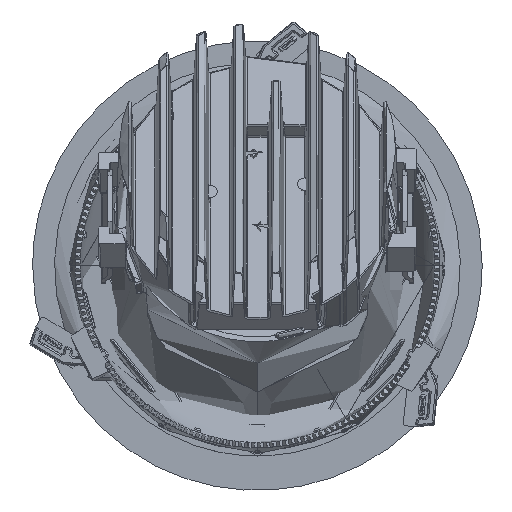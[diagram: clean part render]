
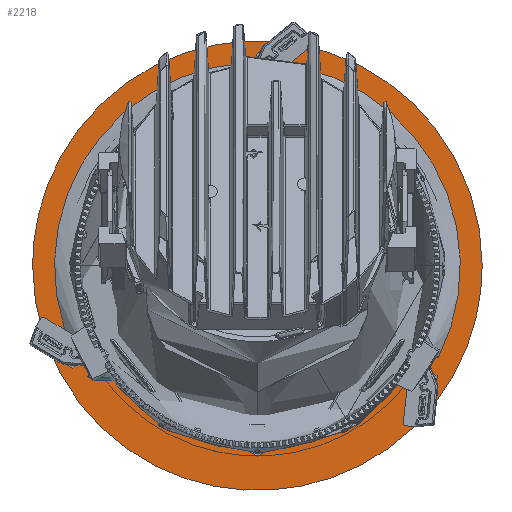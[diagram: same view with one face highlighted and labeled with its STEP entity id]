
A CAD part, top view. The second image highlights one B-rep face of the part: STEP entity #2218.
In plain terms, the highlighted planar face has unit normal (0, 0, 1).
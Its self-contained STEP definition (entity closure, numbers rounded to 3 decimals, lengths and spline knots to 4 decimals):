
#258=FACE_BOUND('',#9908,.T.);
#2218=ADVANCED_FACE('',(#6016,#258),#60383,.T.);
#6016=FACE_OUTER_BOUND('',#9907,.T.);
#9907=EDGE_LOOP('',(#22220,#22221));
#9908=EDGE_LOOP('',(#22222,#22223,#22224,#22225,#22226,#22227,#22228,#22229,
#22230,#22231,#22232,#22233));
#22220=ORIENTED_EDGE('',*,*,#37516,.T.);
#22221=ORIENTED_EDGE('',*,*,#37515,.T.);
#22222=ORIENTED_EDGE('',*,*,#38138,.T.);
#22223=ORIENTED_EDGE('',*,*,#37521,.T.);
#22224=ORIENTED_EDGE('',*,*,#37480,.T.);
#22225=ORIENTED_EDGE('',*,*,#37500,.T.);
#22226=ORIENTED_EDGE('',*,*,#37536,.T.);
#22227=ORIENTED_EDGE('',*,*,#37721,.T.);
#22228=ORIENTED_EDGE('',*,*,#38345,.T.);
#22229=ORIENTED_EDGE('',*,*,#37508,.T.);
#22230=ORIENTED_EDGE('',*,*,#38367,.T.);
#22231=ORIENTED_EDGE('',*,*,#38125,.T.);
#22232=ORIENTED_EDGE('',*,*,#37928,.T.);
#22233=ORIENTED_EDGE('',*,*,#37504,.T.);
#37480=EDGE_CURVE('',#55669,#55670,#48958,.T.);
#37500=EDGE_CURVE('',#55670,#55671,#45457,.T.);
#37504=EDGE_CURVE('',#55678,#55679,#45460,.T.);
#37508=EDGE_CURVE('',#55674,#55675,#45462,.T.);
#37515=EDGE_CURVE('',#55667,#55666,#45465,.T.);
#37516=EDGE_CURVE('',#55666,#55667,#45466,.T.);
#37521=EDGE_CURVE('',#55668,#55669,#45469,.T.);
#37536=EDGE_CURVE('',#55671,#55672,#48985,.T.);
#37721=EDGE_CURVE('',#55672,#55673,#45534,.T.);
#37928=EDGE_CURVE('',#55677,#55678,#49234,.T.);
#38125=EDGE_CURVE('',#55676,#55677,#45686,.T.);
#38138=EDGE_CURVE('',#55679,#55668,#49370,.T.);
#38345=EDGE_CURVE('',#55673,#55674,#49491,.T.);
#38367=EDGE_CURVE('',#55675,#55676,#49502,.T.);
#45457=(
BOUNDED_CURVE()
B_SPLINE_CURVE(2,(#190899,#190900,#190901),.UNSPECIFIED.,.F.,.F.)
B_SPLINE_CURVE_WITH_KNOTS((3,3),(-0.0066,0.),.UNSPECIFIED.)
CURVE()
GEOMETRIC_REPRESENTATION_ITEM()
RATIONAL_B_SPLINE_CURVE((1.,0.999,1.))
REPRESENTATION_ITEM('')
);
#45460=(
BOUNDED_CURVE()
B_SPLINE_CURVE(2,(#190910,#190911,#190912),.UNSPECIFIED.,.F.,.F.)
B_SPLINE_CURVE_WITH_KNOTS((3,3),(-0.0066,0.),.UNSPECIFIED.)
CURVE()
GEOMETRIC_REPRESENTATION_ITEM()
RATIONAL_B_SPLINE_CURVE((1.,0.999,1.))
REPRESENTATION_ITEM('')
);
#45462=(
BOUNDED_CURVE()
B_SPLINE_CURVE(2,(#190922,#190923,#190924),.UNSPECIFIED.,.F.,.F.)
B_SPLINE_CURVE_WITH_KNOTS((3,3),(-0.0066,0.),.UNSPECIFIED.)
CURVE()
GEOMETRIC_REPRESENTATION_ITEM()
RATIONAL_B_SPLINE_CURVE((1.,0.999,1.))
REPRESENTATION_ITEM('')
);
#45465=(
BOUNDED_CURVE()
B_SPLINE_CURVE(2,(#190943,#190944,#190945,#190946,#190947),
 .UNSPECIFIED.,.F.,.F.)
B_SPLINE_CURVE_WITH_KNOTS((3,2,3),(-0.2358,-0.1179,0.),
 .UNSPECIFIED.)
CURVE()
GEOMETRIC_REPRESENTATION_ITEM()
RATIONAL_B_SPLINE_CURVE((1.,0.707,1.,0.707,1.))
REPRESENTATION_ITEM('')
);
#45466=(
BOUNDED_CURVE()
B_SPLINE_CURVE(2,(#190948,#190949,#190950,#190951,#190952),
 .UNSPECIFIED.,.F.,.F.)
B_SPLINE_CURVE_WITH_KNOTS((3,2,3),(-0.4715,-0.3536,
-0.2358),.UNSPECIFIED.)
CURVE()
GEOMETRIC_REPRESENTATION_ITEM()
RATIONAL_B_SPLINE_CURVE((1.,0.707,1.,0.707,1.))
REPRESENTATION_ITEM('')
);
#45469=(
BOUNDED_CURVE()
B_SPLINE_CURVE(2,(#190975,#190976,#190977,#190978,#190979),
 .UNSPECIFIED.,.F.,.F.)
B_SPLINE_CURVE_WITH_KNOTS((3,2,3),(0.,0.0673,0.1346),
 .UNSPECIFIED.)
CURVE()
GEOMETRIC_REPRESENTATION_ITEM()
RATIONAL_B_SPLINE_CURVE((1.,0.879,1.,0.879,1.))
REPRESENTATION_ITEM('')
);
#45534=(
BOUNDED_CURVE()
B_SPLINE_CURVE(2,(#191720,#191721,#191722,#191723,#191724),
 .UNSPECIFIED.,.F.,.F.)
B_SPLINE_CURVE_WITH_KNOTS((3,2,3),(0.,0.0673,0.1346),
 .UNSPECIFIED.)
CURVE()
GEOMETRIC_REPRESENTATION_ITEM()
RATIONAL_B_SPLINE_CURVE((1.,0.879,1.,0.879,1.))
REPRESENTATION_ITEM('')
);
#45686=(
BOUNDED_CURVE()
B_SPLINE_CURVE(2,(#193245,#193246,#193247,#193248,#193249),
 .UNSPECIFIED.,.F.,.F.)
B_SPLINE_CURVE_WITH_KNOTS((3,2,3),(0.,0.0673,0.1346),
 .UNSPECIFIED.)
CURVE()
GEOMETRIC_REPRESENTATION_ITEM()
RATIONAL_B_SPLINE_CURVE((1.,0.879,1.,0.879,1.))
REPRESENTATION_ITEM('')
);
#48958=B_SPLINE_CURVE_WITH_KNOTS('',1,(#190831,#190832),.UNSPECIFIED.,.F.,
 .F.,(2,2),(0.,0.0039),.UNSPECIFIED.);
#48985=B_SPLINE_CURVE_WITH_KNOTS('',1,(#191032,#191033),.UNSPECIFIED.,.F.,
 .F.,(2,2),(0.,0.0039),.UNSPECIFIED.);
#49234=B_SPLINE_CURVE_WITH_KNOTS('',1,(#192522,#192523),.UNSPECIFIED.,.F.,
 .F.,(2,2),(0.,0.0039),.UNSPECIFIED.);
#49370=B_SPLINE_CURVE_WITH_KNOTS('',1,(#193296,#193297),.UNSPECIFIED.,.F.,
 .F.,(2,2),(0.,0.0039),.UNSPECIFIED.);
#49491=B_SPLINE_CURVE_WITH_KNOTS('',1,(#194067,#194068),.UNSPECIFIED.,.F.,
 .F.,(2,2),(0.,0.0039),.UNSPECIFIED.);
#49502=B_SPLINE_CURVE_WITH_KNOTS('',1,(#194134,#194135),.UNSPECIFIED.,.F.,
 .F.,(2,2),(0.,0.0039),.UNSPECIFIED.);
#55666=VERTEX_POINT('',#183977);
#55667=VERTEX_POINT('',#183978);
#55668=VERTEX_POINT('',#183979);
#55669=VERTEX_POINT('',#183980);
#55670=VERTEX_POINT('',#183981);
#55671=VERTEX_POINT('',#183982);
#55672=VERTEX_POINT('',#183983);
#55673=VERTEX_POINT('',#183984);
#55674=VERTEX_POINT('',#183985);
#55675=VERTEX_POINT('',#183986);
#55676=VERTEX_POINT('',#183987);
#55677=VERTEX_POINT('',#183988);
#55678=VERTEX_POINT('',#183989);
#55679=VERTEX_POINT('',#183990);
#60383=PLANE('',#61781);
#61781=AXIS2_PLACEMENT_3D('',#141110,#63095,$);
#63095=DIRECTION('',(0.,0.,1.));
#141110=CARTESIAN_POINT('',(-0.6936,-0.6913,-0.0872));
#183977=CARTESIAN_POINT('',(-0.075,0.,-0.0872));
#183978=CARTESIAN_POINT('',(0.075,0.,-0.0872));
#183979=CARTESIAN_POINT('',(-0.0604,-0.0307,-0.0872));
#183980=CARTESIAN_POINT('',(-0.0036,0.0676,-0.0872));
#183981=CARTESIAN_POINT('',(-0.0033,0.0638,-0.0872));
#183982=CARTESIAN_POINT('',(0.0033,0.0638,-0.0872));
#183983=CARTESIAN_POINT('',(0.0036,0.0676,-0.0872));
#183984=CARTESIAN_POINT('',(0.0604,-0.0307,-0.0872));
#183985=CARTESIAN_POINT('',(0.0569,-0.029,-0.0872));
#183986=CARTESIAN_POINT('',(0.0536,-0.0347,-0.0872));
#183987=CARTESIAN_POINT('',(0.0568,-0.037,-0.0872));
#183988=CARTESIAN_POINT('',(-0.0568,-0.037,-0.0872));
#183989=CARTESIAN_POINT('',(-0.0536,-0.0347,-0.0872));
#183990=CARTESIAN_POINT('',(-0.0569,-0.029,-0.0872));
#190831=CARTESIAN_POINT('',(-0.0036,0.0676,-0.0872));
#190832=CARTESIAN_POINT('',(-0.0033,0.0638,-0.0872));
#190899=CARTESIAN_POINT('',(-0.0033,0.0638,-0.0872));
#190900=CARTESIAN_POINT('',(0.,0.0639,-0.0872));
#190901=CARTESIAN_POINT('',(0.0033,0.0638,-0.0872));
#190910=CARTESIAN_POINT('',(-0.0536,-0.0347,-0.0872));
#190911=CARTESIAN_POINT('',(-0.0554,-0.032,-0.0872));
#190912=CARTESIAN_POINT('',(-0.0569,-0.029,-0.0872));
#190922=CARTESIAN_POINT('',(0.0569,-0.029,-0.0872));
#190923=CARTESIAN_POINT('',(0.0554,-0.032,-0.0872));
#190924=CARTESIAN_POINT('',(0.0536,-0.0347,-0.0872));
#190943=CARTESIAN_POINT('',(0.075,0.,-0.0872));
#190944=CARTESIAN_POINT('',(0.075,0.075,-0.0872));
#190945=CARTESIAN_POINT('',(0.,0.075,-0.0872));
#190946=CARTESIAN_POINT('',(-0.075,0.075,-0.0872));
#190947=CARTESIAN_POINT('',(-0.075,0.,-0.0872));
#190948=CARTESIAN_POINT('',(-0.075,0.,-0.0872));
#190949=CARTESIAN_POINT('',(-0.075,-0.075,-0.0872));
#190950=CARTESIAN_POINT('',(0.,-0.075,-0.0872));
#190951=CARTESIAN_POINT('',(0.075,-0.075,-0.0872));
#190952=CARTESIAN_POINT('',(0.075,0.,-0.0872));
#190975=CARTESIAN_POINT('',(-0.0604,-0.0307,-0.0872));
#190976=CARTESIAN_POINT('',(-0.077,0.0021,-0.0872));
#190977=CARTESIAN_POINT('',(-0.0587,0.0339,-0.0872));
#190978=CARTESIAN_POINT('',(-0.0403,0.0657,-0.0872));
#190979=CARTESIAN_POINT('',(-0.0036,0.0676,-0.0872));
#191032=CARTESIAN_POINT('',(0.0033,0.0638,-0.0872));
#191033=CARTESIAN_POINT('',(0.0036,0.0676,-0.0872));
#191720=CARTESIAN_POINT('',(0.0036,0.0676,-0.0872));
#191721=CARTESIAN_POINT('',(0.0403,0.0657,-0.0872));
#191722=CARTESIAN_POINT('',(0.0587,0.0339,-0.0872));
#191723=CARTESIAN_POINT('',(0.077,0.0021,-0.0872));
#191724=CARTESIAN_POINT('',(0.0604,-0.0307,-0.0872));
#192522=CARTESIAN_POINT('',(-0.0568,-0.037,-0.0872));
#192523=CARTESIAN_POINT('',(-0.0536,-0.0347,-0.0872));
#193245=CARTESIAN_POINT('',(0.0568,-0.037,-0.0872));
#193246=CARTESIAN_POINT('',(0.0367,-0.0677,-0.0872));
#193247=CARTESIAN_POINT('',(0.,-0.0677,-0.0872));
#193248=CARTESIAN_POINT('',(-0.0367,-0.0677,-0.0872));
#193249=CARTESIAN_POINT('',(-0.0568,-0.037,-0.0872));
#193296=CARTESIAN_POINT('',(-0.0569,-0.029,-0.0872));
#193297=CARTESIAN_POINT('',(-0.0604,-0.0307,-0.0872));
#194067=CARTESIAN_POINT('',(0.0604,-0.0307,-0.0872));
#194068=CARTESIAN_POINT('',(0.0569,-0.029,-0.0872));
#194134=CARTESIAN_POINT('',(0.0536,-0.0347,-0.0872));
#194135=CARTESIAN_POINT('',(0.0568,-0.037,-0.0872));
